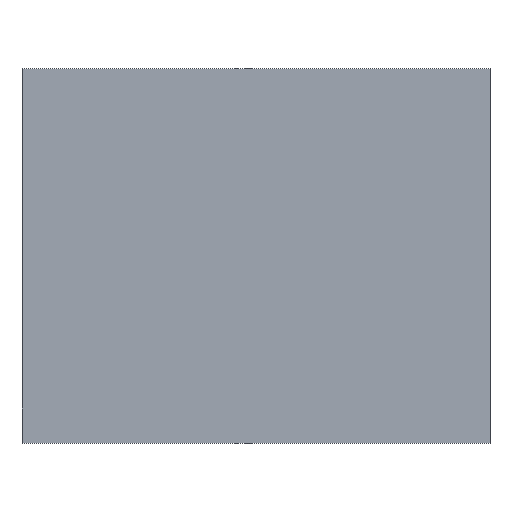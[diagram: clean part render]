
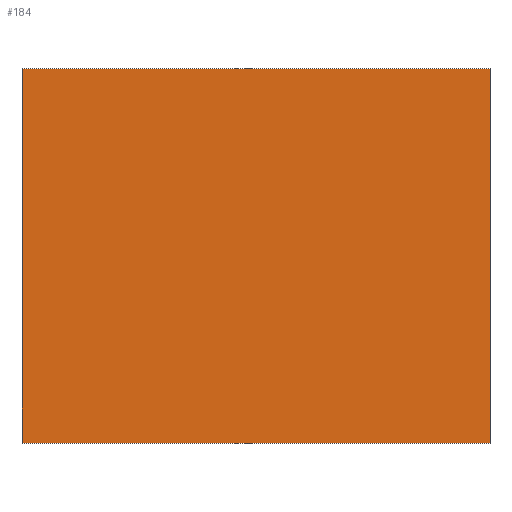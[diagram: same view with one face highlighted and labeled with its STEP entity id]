
A CAD part, top view. The second image highlights one B-rep face of the part: STEP entity #184.
In plain terms, the highlighted planar face has unit normal (0, 0, 1).
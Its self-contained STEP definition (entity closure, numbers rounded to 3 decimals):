
#66=CARTESIAN_POINT('Line Origine',(2609.033,0.,2000.)) ;
#70=CARTESIAN_POINT('Vertex',(2609.033,-2000.,2000.)) ;
#72=CARTESIAN_POINT('Vertex',(2609.033,2000.,2000.)) ;
#141=CARTESIAN_POINT('Vertex',(-2390.967,-2000.,2000.)) ;
#144=CARTESIAN_POINT('Line Origine',(-2390.967,0.,2000.)) ;
#148=CARTESIAN_POINT('Vertex',(-2390.967,2000.,2000.)) ;
#163=CARTESIAN_POINT('Axis2P3D Location',(2609.033,0.,2000.)) ;
#168=CARTESIAN_POINT('Line Origine',(109.033,-2000.,2000.)) ;
#173=CARTESIAN_POINT('Line Origine',(109.033,2000.,2000.)) ;
#67=DIRECTION('Vector Direction',(0.,1.,0.)) ;
#145=DIRECTION('Vector Direction',(0.,1.,0.)) ;
#164=DIRECTION('Axis2P3D Direction',(0.,0.,-1.)) ;
#165=DIRECTION('Axis2P3D XDirection',(-1.,0.,0.)) ;
#169=DIRECTION('Vector Direction',(-1.,0.,0.)) ;
#174=DIRECTION('Vector Direction',(-1.,0.,0.)) ;
#166=AXIS2_PLACEMENT_3D('Plane Axis2P3D',#163,#164,#165) ;
#179=ORIENTED_EDGE('',*,*,#150,.F.) ;
#180=ORIENTED_EDGE('',*,*,#172,.T.) ;
#181=ORIENTED_EDGE('',*,*,#74,.T.) ;
#182=ORIENTED_EDGE('',*,*,#177,.F.) ;
#68=VECTOR('Line Direction',#67,1.) ;
#146=VECTOR('Line Direction',#145,1.) ;
#170=VECTOR('Line Direction',#169,1.) ;
#175=VECTOR('Line Direction',#174,1.) ;
#184=ADVANCED_FACE('',(#183),#167,.F.) ;
#74=EDGE_CURVE('',#71,#73,#69,.T.) ;
#150=EDGE_CURVE('',#142,#149,#147,.T.) ;
#172=EDGE_CURVE('',#142,#71,#171,.F.) ;
#177=EDGE_CURVE('',#149,#73,#176,.F.) ;
#178=EDGE_LOOP('',(#179,#180,#181,#182)) ;
#183=FACE_OUTER_BOUND('',#178,.T.) ;
#69=LINE('Line',#66,#68) ;
#147=LINE('Line',#144,#146) ;
#171=LINE('Line',#168,#170) ;
#176=LINE('Line',#173,#175) ;
#167=PLANE('Plane',#166) ;
#71=VERTEX_POINT('',#70) ;
#73=VERTEX_POINT('',#72) ;
#142=VERTEX_POINT('',#141) ;
#149=VERTEX_POINT('',#148) ;
